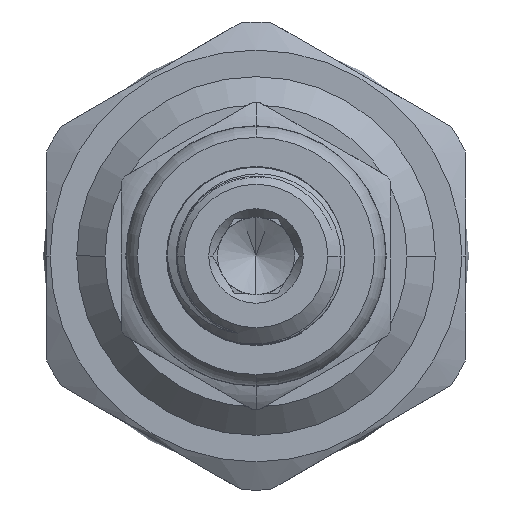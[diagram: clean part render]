
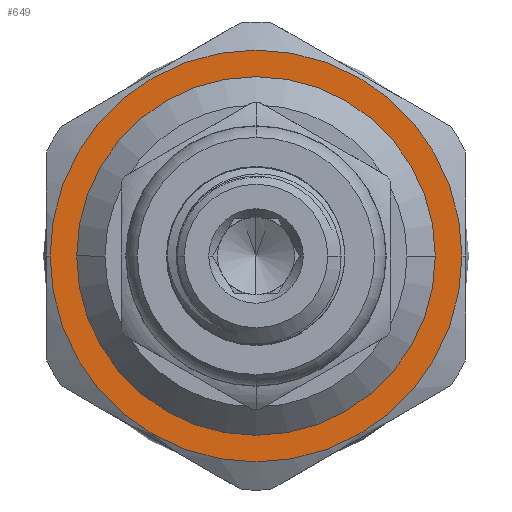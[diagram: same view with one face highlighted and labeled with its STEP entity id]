
A CAD part, left-side view. The second image highlights one B-rep face of the part: STEP entity #649.
In plain terms, the highlighted planar face has unit normal (-1, 0, 0).
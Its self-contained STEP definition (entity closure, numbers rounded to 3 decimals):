
#649 = ADVANCED_FACE ( 'NONE', ( #11295, #12017 ), #9440, .F. ) ;
#729 = VERTEX_POINT ( 'NONE', #5111 ) ;
#1076 = CARTESIAN_POINT ( 'NONE',  ( 12., 0., 0. ) ) ;
#2471 = DIRECTION ( 'NONE',  ( 0., 1., 0. ) ) ;
#3422 = AXIS2_PLACEMENT_3D ( 'NONE', #1076, #5610, #7310 ) ;
#4040 = AXIS2_PLACEMENT_3D ( 'NONE', #15258, #6024, #16782 ) ;
#4252 = CARTESIAN_POINT ( 'NONE',  ( 12., -10.91, 0. ) ) ;
#4745 = ORIENTED_EDGE ( 'NONE', *, *, #6777, .T. ) ;
#4773 = CARTESIAN_POINT ( 'NONE',  ( 12., -9.5, 0. ) ) ;
#5084 = DIRECTION ( 'NONE',  ( 0., 1., 0. ) ) ;
#5111 = CARTESIAN_POINT ( 'NONE',  ( 12., 10.91, 0. ) ) ;
#5610 = DIRECTION ( 'NONE',  ( -1., 0., 0. ) ) ;
#6024 = DIRECTION ( 'NONE',  ( -1., 0., 0. ) ) ;
#6097 = EDGE_LOOP ( 'NONE', ( #15619, #9089 ) ) ;
#6777 = EDGE_CURVE ( 'NONE', #12973, #729, #10845, .T. ) ;
#7033 = DIRECTION ( 'NONE',  ( -1., 0., 0. ) ) ;
#7119 = CIRCLE ( 'NONE', #4040, 10.91 ) ;
#7310 = DIRECTION ( 'NONE',  ( 0., 1., 0. ) ) ;
#7968 = DIRECTION ( 'NONE',  ( 0., -1., 0. ) ) ;
#9089 = ORIENTED_EDGE ( 'NONE', *, *, #11159, .F. ) ;
#9440 = PLANE ( 'NONE',  #14219 ) ;
#10266 = CARTESIAN_POINT ( 'NONE',  ( 12., 0., 0. ) ) ;
#10845 = CIRCLE ( 'NONE', #3422, 10.91 ) ;
#10940 = AXIS2_PLACEMENT_3D ( 'NONE', #14315, #15675, #5084 ) ;
#10986 = DIRECTION ( 'NONE',  ( 1., 0., 0. ) ) ;
#11159 = EDGE_CURVE ( 'NONE', #13073, #15423, #16990, .T. ) ;
#11295 = FACE_BOUND ( 'NONE', #6097, .T. ) ;
#11768 = ORIENTED_EDGE ( 'NONE', *, *, #13794, .T. ) ;
#12017 = FACE_OUTER_BOUND ( 'NONE', #15284, .T. ) ;
#12393 = CARTESIAN_POINT ( 'NONE',  ( 12., 0., -9.5 ) ) ;
#12973 = VERTEX_POINT ( 'NONE', #4252 ) ;
#13073 = VERTEX_POINT ( 'NONE', #4773 ) ;
#13548 = CARTESIAN_POINT ( 'NONE',  ( 12., 9.5, 0. ) ) ;
#13794 = EDGE_CURVE ( 'NONE', #729, #12973, #7119, .T. ) ;
#14219 = AXIS2_PLACEMENT_3D ( 'NONE', #12393, #10986, #7968 ) ;
#14315 = CARTESIAN_POINT ( 'NONE',  ( 12., 0., 0. ) ) ;
#14652 = EDGE_CURVE ( 'NONE', #15423, #13073, #16937, .T. ) ;
#15258 = CARTESIAN_POINT ( 'NONE',  ( 12., 0., 0. ) ) ;
#15284 = EDGE_LOOP ( 'NONE', ( #4745, #11768 ) ) ;
#15423 = VERTEX_POINT ( 'NONE', #13548 ) ;
#15619 = ORIENTED_EDGE ( 'NONE', *, *, #14652, .F. ) ;
#15675 = DIRECTION ( 'NONE',  ( -1., 0., 0. ) ) ;
#16782 = DIRECTION ( 'NONE',  ( 0., 1., 0. ) ) ;
#16937 = CIRCLE ( 'NONE', #18699, 9.5 ) ;
#16990 = CIRCLE ( 'NONE', #10940, 9.5 ) ;
#18699 = AXIS2_PLACEMENT_3D ( 'NONE', #10266, #7033, #2471 ) ;
